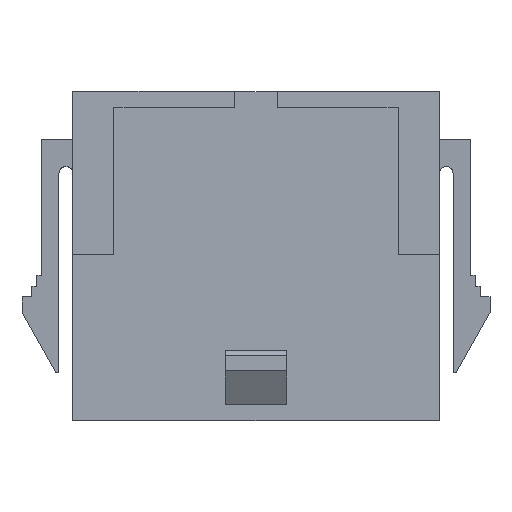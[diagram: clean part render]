
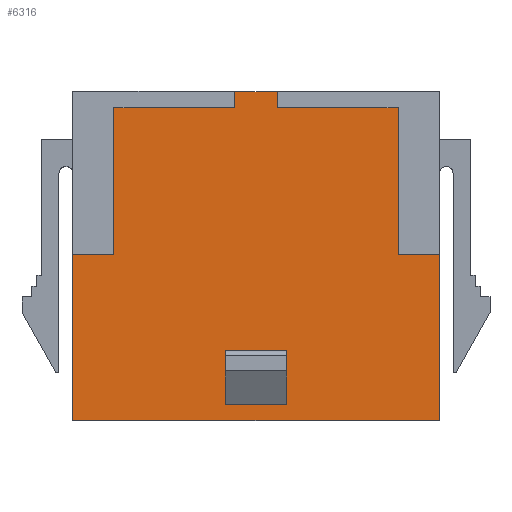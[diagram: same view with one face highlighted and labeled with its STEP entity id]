
A CAD part, top view. The second image highlights one B-rep face of the part: STEP entity #6316.
In plain terms, the highlighted planar face has unit normal (0, 0, 1).
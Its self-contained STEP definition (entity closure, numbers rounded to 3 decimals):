
#528=ORIENTED_EDGE('',*,*,#2301,.F.);
#529=ORIENTED_EDGE('',*,*,#2302,.T.);
#530=ORIENTED_EDGE('',*,*,#2303,.T.);
#531=ORIENTED_EDGE('',*,*,#2304,.F.);
#532=ORIENTED_EDGE('',*,*,#2028,.F.);
#533=ORIENTED_EDGE('',*,*,#2259,.F.);
#534=ORIENTED_EDGE('',*,*,#2300,.F.);
#535=ORIENTED_EDGE('',*,*,#2298,.F.);
#536=ORIENTED_EDGE('',*,*,#2296,.F.);
#537=ORIENTED_EDGE('',*,*,#2294,.F.);
#538=ORIENTED_EDGE('',*,*,#1978,.F.);
#539=ORIENTED_EDGE('',*,*,#2293,.F.);
#540=ORIENTED_EDGE('',*,*,#2291,.F.);
#541=ORIENTED_EDGE('',*,*,#2289,.F.);
#542=ORIENTED_EDGE('',*,*,#2287,.F.);
#543=ORIENTED_EDGE('',*,*,#2271,.F.);
#1978=EDGE_CURVE('',#2892,#2893,#3497,.T.);
#2028=EDGE_CURVE('',#2942,#2940,#3547,.T.);
#2259=EDGE_CURVE('',#3131,#2942,#3778,.T.);
#2271=EDGE_CURVE('',#2940,#3142,#3790,.T.);
#2287=EDGE_CURVE('',#3142,#3154,#3806,.T.);
#2289=EDGE_CURVE('',#3154,#3155,#3808,.T.);
#2291=EDGE_CURVE('',#3155,#3156,#3810,.T.);
#2293=EDGE_CURVE('',#3156,#2892,#3812,.T.);
#2294=EDGE_CURVE('',#2893,#3157,#3813,.T.);
#2296=EDGE_CURVE('',#3157,#3158,#3815,.T.);
#2298=EDGE_CURVE('',#3158,#3159,#3817,.T.);
#2300=EDGE_CURVE('',#3159,#3131,#3819,.T.);
#2301=EDGE_CURVE('',#3160,#3161,#3820,.T.);
#2302=EDGE_CURVE('',#3160,#3162,#3821,.T.);
#2303=EDGE_CURVE('',#3162,#3163,#3822,.T.);
#2304=EDGE_CURVE('',#3161,#3163,#3823,.T.);
#2892=VERTEX_POINT('',#8722);
#2893=VERTEX_POINT('',#8724);
#2940=VERTEX_POINT('',#8819);
#2942=VERTEX_POINT('',#8823);
#3131=VERTEX_POINT('',#9289);
#3142=VERTEX_POINT('',#9314);
#3154=VERTEX_POINT('',#9346);
#3155=VERTEX_POINT('',#9350);
#3156=VERTEX_POINT('',#9354);
#3157=VERTEX_POINT('',#9360);
#3158=VERTEX_POINT('',#9364);
#3159=VERTEX_POINT('',#9368);
#3160=VERTEX_POINT('',#9374);
#3161=VERTEX_POINT('',#9375);
#3162=VERTEX_POINT('',#9377);
#3163=VERTEX_POINT('',#9379);
#3497=LINE('',#8723,#4385);
#3547=LINE('',#8824,#4435);
#3778=LINE('',#9290,#4666);
#3790=LINE('',#9313,#4678);
#3806=LINE('',#9345,#4694);
#3808=LINE('',#9349,#4696);
#3810=LINE('',#9353,#4698);
#3812=LINE('',#9357,#4700);
#3813=LINE('',#9359,#4701);
#3815=LINE('',#9363,#4703);
#3817=LINE('',#9367,#4705);
#3819=LINE('',#9371,#4707);
#3820=LINE('',#9373,#4708);
#3821=LINE('',#9376,#4709);
#3822=LINE('',#9378,#4710);
#3823=LINE('',#9380,#4711);
#4385=VECTOR('',#7050,1000.);
#4435=VECTOR('',#7102,1000.);
#4666=VECTOR('',#7425,1000.);
#4678=VECTOR('',#7439,1000.);
#4694=VECTOR('',#7463,1000.);
#4696=VECTOR('',#7467,1000.);
#4698=VECTOR('',#7471,1000.);
#4700=VECTOR('',#7475,1000.);
#4701=VECTOR('',#7478,1000.);
#4703=VECTOR('',#7482,1000.);
#4705=VECTOR('',#7486,1000.);
#4707=VECTOR('',#7490,1000.);
#4708=VECTOR('',#7493,1000.);
#4709=VECTOR('',#7494,1000.);
#4710=VECTOR('',#7495,1000.);
#4711=VECTOR('',#7496,1000.);
#5297=EDGE_LOOP('',(#528,#529,#530,#531));
#5298=EDGE_LOOP('',(#532,#533,#534,#535,#536,#537,#538,#539,#540,#541,#542,
#543));
#5654=FACE_BOUND('',#5297,.T.);
#5655=FACE_BOUND('',#5298,.T.);
#5997=PLANE('',#6667);
#6316=ADVANCED_FACE('',(#5654,#5655),#5997,.F.);
#6667=AXIS2_PLACEMENT_3D('',#9372,#7491,#7492);
#7050=DIRECTION('',(1.,0.,0.));
#7102=DIRECTION('',(-1.,0.,0.));
#7425=DIRECTION('',(0.,-1.,0.));
#7439=DIRECTION('',(0.,1.,0.));
#7463=DIRECTION('',(1.,0.,0.));
#7467=DIRECTION('',(0.,1.,0.));
#7471=DIRECTION('',(1.,0.,0.));
#7475=DIRECTION('',(0.,1.,0.));
#7478=DIRECTION('',(0.,-1.,0.));
#7482=DIRECTION('',(1.,0.,0.));
#7486=DIRECTION('',(0.,-1.,0.));
#7490=DIRECTION('',(1.,0.,0.));
#7491=DIRECTION('',(0.,0.,-1.));
#7492=DIRECTION('',(-1.,0.,0.));
#7493=DIRECTION('',(-1.,0.,0.));
#7494=DIRECTION('',(0.,-1.,0.));
#7495=DIRECTION('',(-1.,0.,0.));
#7496=DIRECTION('',(0.,-1.,0.));
#8722=CARTESIAN_POINT('',(-1.1,8.45,1.935));
#8723=CARTESIAN_POINT('',(-1.1,8.45,1.935));
#8724=CARTESIAN_POINT('',(1.1,8.45,1.935));
#8819=CARTESIAN_POINT('',(-9.425,-8.45,1.935));
#8823=CARTESIAN_POINT('',(9.425,-8.45,1.935));
#8824=CARTESIAN_POINT('',(9.425,-8.45,1.935));
#9289=CARTESIAN_POINT('',(9.425,0.05,1.935));
#9290=CARTESIAN_POINT('',(9.425,0.05,1.935));
#9313=CARTESIAN_POINT('',(-9.425,-8.45,1.935));
#9314=CARTESIAN_POINT('',(-9.425,0.05,1.935));
#9345=CARTESIAN_POINT('',(-9.425,0.05,1.935));
#9346=CARTESIAN_POINT('',(-7.3,0.05,1.935));
#9349=CARTESIAN_POINT('',(-7.3,0.05,1.935));
#9350=CARTESIAN_POINT('',(-7.3,7.624,1.935));
#9353=CARTESIAN_POINT('',(-7.3,7.624,1.935));
#9354=CARTESIAN_POINT('',(-1.1,7.624,1.935));
#9357=CARTESIAN_POINT('',(-1.1,7.624,1.935));
#9359=CARTESIAN_POINT('',(1.1,8.45,1.935));
#9360=CARTESIAN_POINT('',(1.1,7.624,1.935));
#9363=CARTESIAN_POINT('',(1.1,7.624,1.935));
#9364=CARTESIAN_POINT('',(7.3,7.624,1.935));
#9367=CARTESIAN_POINT('',(7.3,7.624,1.935));
#9368=CARTESIAN_POINT('',(7.3,0.05,1.935));
#9371=CARTESIAN_POINT('',(7.3,0.05,1.935));
#9372=CARTESIAN_POINT('',(0.,0.,1.935));
#9373=CARTESIAN_POINT('',(1.59,-4.85,1.935));
#9374=CARTESIAN_POINT('',(1.59,-4.85,1.935));
#9375=CARTESIAN_POINT('',(-1.59,-4.85,1.935));
#9376=CARTESIAN_POINT('',(1.59,-7.65,1.935));
#9377=CARTESIAN_POINT('',(1.59,-7.65,1.935));
#9378=CARTESIAN_POINT('',(1.59,-7.65,1.935));
#9379=CARTESIAN_POINT('',(-1.59,-7.65,1.935));
#9380=CARTESIAN_POINT('',(-1.59,-7.65,1.935));
